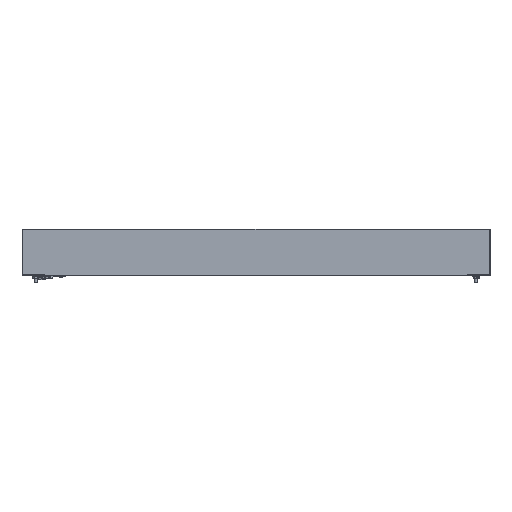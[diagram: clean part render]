
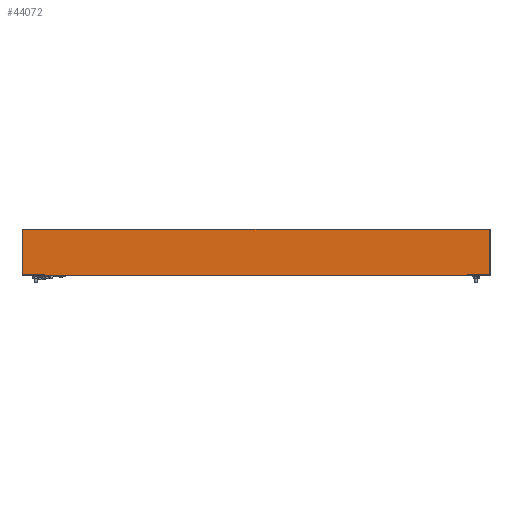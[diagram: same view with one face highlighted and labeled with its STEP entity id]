
A CAD part, front view. The second image highlights one B-rep face of the part: STEP entity #44072.
In plain terms, the highlighted planar face has unit normal (0, -1, 0).
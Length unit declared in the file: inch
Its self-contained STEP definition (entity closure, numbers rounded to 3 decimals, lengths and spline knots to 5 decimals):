
#2618 = DIRECTION ( 'NONE',  ( 0., 0., -1. ) ) ;
#2964 = ORIENTED_EDGE ( 'NONE', *, *, #39998, .T. ) ;
#4354 = EDGE_CURVE ( 'NONE', #25639, #58814, #27638, .T. ) ;
#7106 = LINE ( 'NONE', #38771, #14383 ) ;
#7112 = VERTEX_POINT ( 'NONE', #28918 ) ;
#8053 = DIRECTION ( 'NONE',  ( 0., -1., 0. ) ) ;
#14383 = VECTOR ( 'NONE', #57308, 39.37008 ) ;
#22957 = DIRECTION ( 'NONE',  ( -1., 0., 0. ) ) ;
#25630 = CARTESIAN_POINT ( 'NONE',  ( -17.69685, -33.36614, 1.73228 ) ) ;
#25639 = VERTEX_POINT ( 'NONE', #43392 ) ;
#27638 = LINE ( 'NONE', #41870, #52072 ) ;
#28918 = CARTESIAN_POINT ( 'NONE',  ( -17.69685, -33.36614, -1.79134 ) ) ;
#29516 = ORIENTED_EDGE ( 'NONE', *, *, #4354, .T. ) ;
#29677 = CARTESIAN_POINT ( 'NONE',  ( 0., -33.36614, -1.79134 ) ) ;
#30622 = FACE_OUTER_BOUND ( 'NONE', #41225, .T. ) ;
#31190 = CARTESIAN_POINT ( 'NONE',  ( 0., -33.36614, -0.02953 ) ) ;
#32774 = DIRECTION ( 'NONE',  ( 0., 0., 1. ) ) ;
#33262 = VECTOR ( 'NONE', #2618, 39.37008 ) ;
#35459 = PLANE ( 'NONE',  #52506 ) ;
#35765 = CARTESIAN_POINT ( 'NONE',  ( 17.69685, -33.36614, 1.73228 ) ) ;
#35779 = LINE ( 'NONE', #44311, #33262 ) ;
#36092 = EDGE_CURVE ( 'NONE', #7112, #25639, #53325, .T. ) ;
#38771 = CARTESIAN_POINT ( 'NONE',  ( 0., -33.36614, 1.73228 ) ) ;
#39998 = EDGE_CURVE ( 'NONE', #47154, #7112, #35779, .T. ) ;
#41225 = EDGE_LOOP ( 'NONE', ( #29516, #52737, #2964, #55702 ) ) ;
#41870 = CARTESIAN_POINT ( 'NONE',  ( 17.69685, -33.36614, -0.02953 ) ) ;
#43392 = CARTESIAN_POINT ( 'NONE',  ( 17.69685, -33.36614, -1.79134 ) ) ;
#44072 = ADVANCED_FACE ( 'NONE', ( #30622 ), #35459, .T. ) ;
#44311 = CARTESIAN_POINT ( 'NONE',  ( -17.69685, -33.36614, -0.02953 ) ) ;
#47154 = VERTEX_POINT ( 'NONE', #25630 ) ;
#48194 = DIRECTION ( 'NONE',  ( 1., 0., 0. ) ) ;
#52072 = VECTOR ( 'NONE', #32774, 39.37008 ) ;
#52326 = VECTOR ( 'NONE', #48194, 39.37008 ) ;
#52506 = AXIS2_PLACEMENT_3D ( 'NONE', #31190, #8053, #22957 ) ;
#52737 = ORIENTED_EDGE ( 'NONE', *, *, #58978, .T. ) ;
#53325 = LINE ( 'NONE', #29677, #52326 ) ;
#55702 = ORIENTED_EDGE ( 'NONE', *, *, #36092, .T. ) ;
#57308 = DIRECTION ( 'NONE',  ( -1., 0., 0. ) ) ;
#58814 = VERTEX_POINT ( 'NONE', #35765 ) ;
#58978 = EDGE_CURVE ( 'NONE', #58814, #47154, #7106, .T. ) ;
